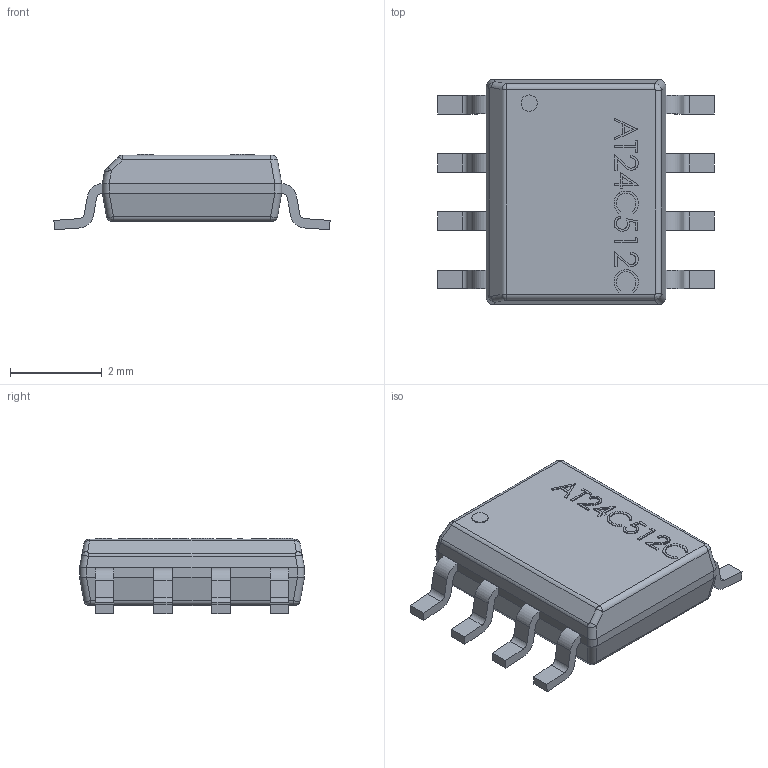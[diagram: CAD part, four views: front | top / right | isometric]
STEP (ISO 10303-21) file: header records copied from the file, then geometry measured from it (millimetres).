
FILE_DESCRIPTION (( 'STEP AP214' ), '1' );
FILE_NAME ('AT24C512C-SSHD-B.STEP', '2019-07-10T15:27:47', ( '' ), ( '' ), 'SwSTEP 2.0', 'SolidWorks 2018', '' );
FILE_SCHEMA (( 'AUTOMOTIVE_DESIGN' ));
Length unit declared in the file: inch
Products named in the file (2): AT24C512C-SSHD-B
Bounding box: 6.02 x 4.9 x 1.65 mm (x, y, z)
Volume: 27.3 mm3; surface area: 74.7 mm2
Topology: 9 solids, 9 shells, 272 faces, 688 edges, 446 vertices
Faces by surface type: plane 167, cylinder 57, bspline 46, sphere 2
Entity records: 12672 total; most frequent: CARTESIAN_POINT 4852, ORIENTED_EDGE 1376, DIRECTION 1138, EDGE_CURVE 688, LINE 474, VECTOR 474, VERTEX_POINT 446, AXIS2_PLACEMENT_3D 332
